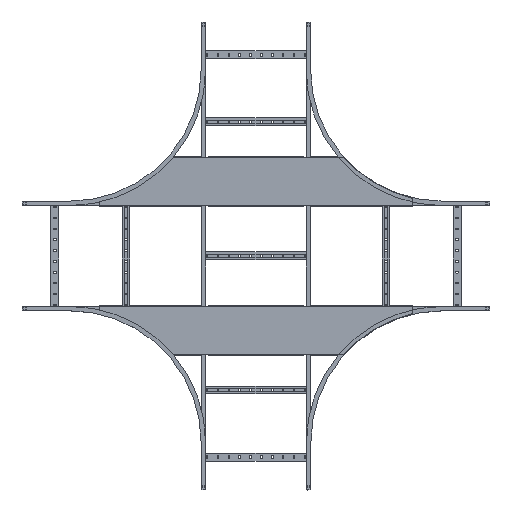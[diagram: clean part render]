
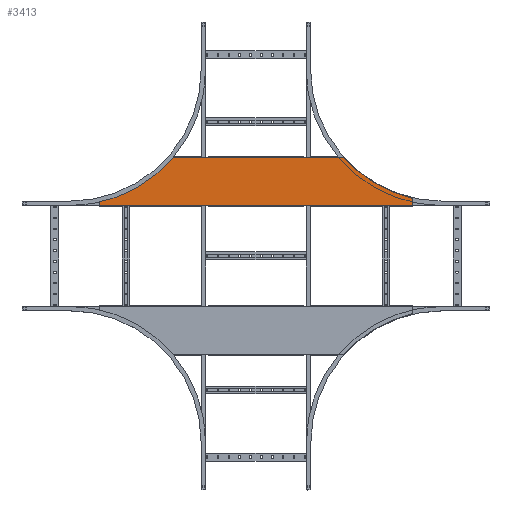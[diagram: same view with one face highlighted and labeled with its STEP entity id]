
A CAD part, top view. The second image highlights one B-rep face of the part: STEP entity #3413.
In plain terms, the highlighted face is planar.
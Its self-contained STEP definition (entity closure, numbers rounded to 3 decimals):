
#119 = EDGE_CURVE ( 'NONE', #3799, #2814, #8638, .T. ) ;
#264 = CARTESIAN_POINT ( 'NONE',  ( -848.677, -1.2, 226.8 ) ) ;
#463 = DIRECTION ( 'NONE',  ( 0., 0., 1. ) ) ;
#688 = ORIENTED_EDGE ( 'NONE', *, *, #7795, .T. ) ;
#868 = CARTESIAN_POINT ( 'NONE',  ( -714.5, -1.2, -393.2 ) ) ;
#897 = DIRECTION ( 'NONE',  ( -1., 0., 0. ) ) ;
#962 = CARTESIAN_POINT ( 'NONE',  ( 710.647, -1.2, -358.957 ) ) ;
#1265 = DIRECTION ( 'NONE',  ( 0., 0., -1. ) ) ;
#1338 = DIRECTION ( 'NONE',  ( 0., 0., -1. ) ) ;
#1504 = CARTESIAN_POINT ( 'NONE',  ( 714.5, -1.2, -363.823 ) ) ;
#1533 = LINE ( 'NONE', #7336, #9444 ) ;
#1711 = CIRCLE ( 'NONE', #10222, 601.8 ) ;
#1765 = VECTOR ( 'NONE', #1265, 1000. ) ;
#1835 = EDGE_CURVE ( 'NONE', #7476, #2755, #7133, .T. ) ;
#1950 = EDGE_CURVE ( 'NONE', #7024, #4754, #1711, .T. ) ;
#2020 = EDGE_LOOP ( 'NONE', ( #9705, #8791, #688, #8014, #3618, #5599, #7383, #6419 ) ) ;
#2460 = CARTESIAN_POINT ( 'NONE',  ( -714.5, -1.2, -363.823 ) ) ;
#2618 = CARTESIAN_POINT ( 'NONE',  ( 848.677, -1.2, 226.8 ) ) ;
#2755 = VERTEX_POINT ( 'NONE', #868 ) ;
#2814 = VERTEX_POINT ( 'NONE', #4658 ) ;
#2816 = CARTESIAN_POINT ( 'NONE',  ( 714.5, -1.2, -395.4 ) ) ;
#3413 = ADVANCED_FACE ( 'NONE', ( #7098 ), #8521, .F. ) ;
#3541 = DIRECTION ( 'NONE',  ( 0., -1., 0. ) ) ;
#3591 = DIRECTION ( 'NONE',  ( 0., 0., 1. ) ) ;
#3618 = ORIENTED_EDGE ( 'NONE', *, *, #10098, .F. ) ;
#3664 = CARTESIAN_POINT ( 'NONE',  ( -848.677, -1.2, 226.8 ) ) ;
#3691 = CARTESIAN_POINT ( 'NONE',  ( -710.647, -1.2, -358.957 ) ) ;
#3773 = AXIS2_PLACEMENT_3D ( 'NONE', #5215, #9895, #463 ) ;
#3799 = VERTEX_POINT ( 'NONE', #3691 ) ;
#3802 = DIRECTION ( 'NONE',  ( 0., 0., 1. ) ) ;
#4224 = CARTESIAN_POINT ( 'NONE',  ( 399.051, -1.2, -173.2 ) ) ;
#4277 = EDGE_CURVE ( 'NONE', #7024, #2814, #1533, .T. ) ;
#4386 = DIRECTION ( 'NONE',  ( 0., -1., 0. ) ) ;
#4453 = VERTEX_POINT ( 'NONE', #1504 ) ;
#4658 = CARTESIAN_POINT ( 'NONE',  ( -399.051, -1.2, -173.2 ) ) ;
#4754 = VERTEX_POINT ( 'NONE', #962 ) ;
#4804 = CARTESIAN_POINT ( 'NONE',  ( 714.5, -1.2, -393.2 ) ) ;
#4962 = DIRECTION ( 'NONE',  ( 0., 0., -1. ) ) ;
#4976 = DIRECTION ( 'NONE',  ( 0., 0., 1. ) ) ;
#5003 = CARTESIAN_POINT ( 'NONE',  ( -714.5, -1.2, 226.8 ) ) ;
#5215 = CARTESIAN_POINT ( 'NONE',  ( -709.5, -1.2, -363.823 ) ) ;
#5270 = DIRECTION ( 'NONE',  ( 0., 1., 0. ) ) ;
#5599 = ORIENTED_EDGE ( 'NONE', *, *, #5964, .T. ) ;
#5750 = AXIS2_PLACEMENT_3D ( 'NONE', #264, #9756, #4976 ) ;
#5788 = DIRECTION ( 'NONE',  ( -1., 0., 0. ) ) ;
#5964 = EDGE_CURVE ( 'NONE', #4453, #4754, #8245, .T. ) ;
#6029 = AXIS2_PLACEMENT_3D ( 'NONE', #3664, #5270, #3802 ) ;
#6085 = LINE ( 'NONE', #2816, #1765 ) ;
#6419 = ORIENTED_EDGE ( 'NONE', *, *, #4277, .T. ) ;
#6498 = CARTESIAN_POINT ( 'NONE',  ( 709.5, -1.2, -363.823 ) ) ;
#6518 = CARTESIAN_POINT ( 'NONE',  ( -1037., -1.2, -393.2 ) ) ;
#6630 = LINE ( 'NONE', #5003, #8091 ) ;
#7024 = VERTEX_POINT ( 'NONE', #4224 ) ;
#7098 = FACE_OUTER_BOUND ( 'NONE', #2020, .T. ) ;
#7133 = LINE ( 'NONE', #6518, #10275 ) ;
#7336 = CARTESIAN_POINT ( 'NONE',  ( -560., -1.2, -173.2 ) ) ;
#7383 = ORIENTED_EDGE ( 'NONE', *, *, #1950, .F. ) ;
#7422 = VERTEX_POINT ( 'NONE', #2460 ) ;
#7476 = VERTEX_POINT ( 'NONE', #4804 ) ;
#7795 = EDGE_CURVE ( 'NONE', #7422, #2755, #6630, .T. ) ;
#8014 = ORIENTED_EDGE ( 'NONE', *, *, #1835, .F. ) ;
#8091 = VECTOR ( 'NONE', #1338, 1000. ) ;
#8245 = CIRCLE ( 'NONE', #9986, 5. ) ;
#8521 = PLANE ( 'NONE',  #6029 ) ;
#8638 = CIRCLE ( 'NONE', #5750, 601.8 ) ;
#8674 = CIRCLE ( 'NONE', #3773, 5. ) ;
#8791 = ORIENTED_EDGE ( 'NONE', *, *, #9609, .T. ) ;
#9444 = VECTOR ( 'NONE', #5788, 1000. ) ;
#9609 = EDGE_CURVE ( 'NONE', #3799, #7422, #8674, .T. ) ;
#9705 = ORIENTED_EDGE ( 'NONE', *, *, #119, .F. ) ;
#9756 = DIRECTION ( 'NONE',  ( 0., -1., 0. ) ) ;
#9895 = DIRECTION ( 'NONE',  ( 0., -1., 0. ) ) ;
#9986 = AXIS2_PLACEMENT_3D ( 'NONE', #6498, #4386, #3591 ) ;
#10098 = EDGE_CURVE ( 'NONE', #4453, #7476, #6085, .T. ) ;
#10222 = AXIS2_PLACEMENT_3D ( 'NONE', #2618, #3541, #4962 ) ;
#10275 = VECTOR ( 'NONE', #897, 1000. ) ;
